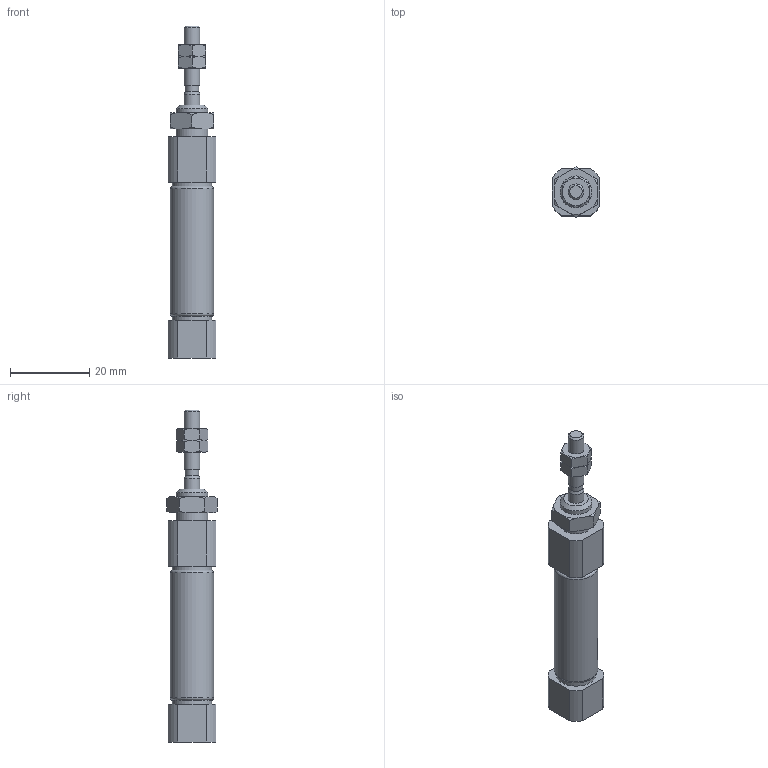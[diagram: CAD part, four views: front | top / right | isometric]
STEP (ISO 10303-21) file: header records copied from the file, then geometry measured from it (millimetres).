
FILE_DESCRIPTION( ( 'STEP AP203' ), '1' );
FILE_NAME( 'SJ10X10U(0)()(0).stp', '2021-10-12T02:04:58', ( 'License CC BY-ND 4.0' ), ( 'CADENAS' ), ' ', 'PARTsolutions', ' ' );
FILE_SCHEMA( ( 'CONFIG_CONTROL_DESIGN' ) );
Length unit declared in the file: millimetre
Products named in the file (3): SJ10X10U(0)()(0); _SJ10X10U0()_body; _SJ10X10(0_0)_rod
Assembly tree (2 placements, depth 2):
  SJ10X10U(0)()(0)
    _SJ10X10U0()_body
    _SJ10X10(0_0)_rod
Bounding box: 12 x 12.7 x 84 mm (x, y, z)
Volume: 6894.3 mm3; surface area: 3872.4 mm2
Topology: 2 solids, 2 shells, 110 faces, 249 edges, 154 vertices
Faces by surface type: plane 45, cone 41, cylinder 22, torus 2
Full cylindrical faces by diameter (mm): 3.45 x1, 4 x4, 4.134 x2, 6 x2, 8 x2, 10 x2, 11 x1
Entity records: 3151 total; most frequent: CARTESIAN_POINT 786, DIRECTION 453, ORIENTED_EDGE 444, EDGE_CURVE 222, AXIS2_PLACEMENT_3D 193, VERTEX_POINT 148, EDGE_LOOP 144, FACE_OUTER_BOUND 126
